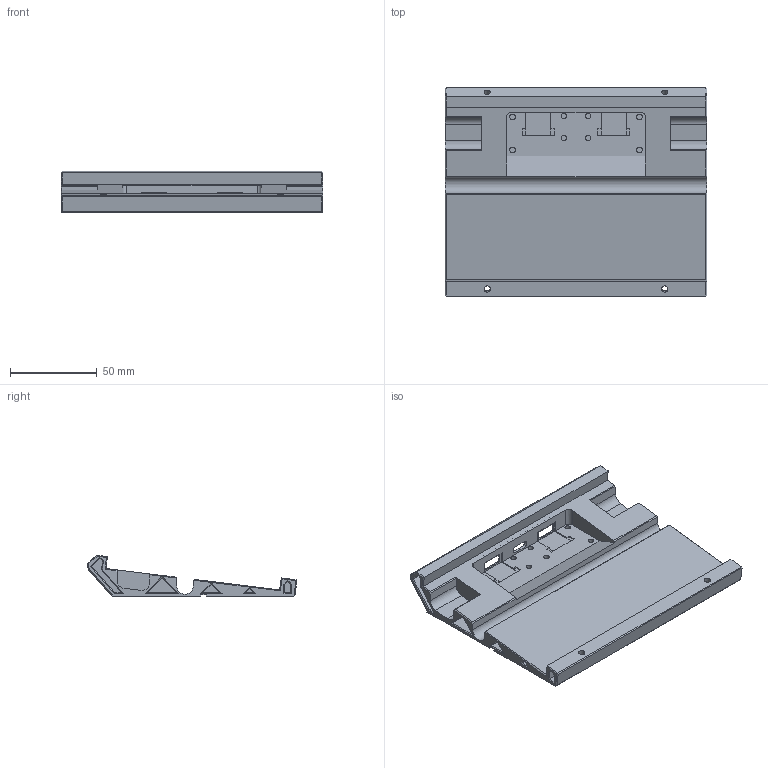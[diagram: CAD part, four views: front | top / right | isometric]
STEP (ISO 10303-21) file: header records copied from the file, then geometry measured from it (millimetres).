
FILE_DESCRIPTION(/* description */ ('STEP AP242','CAx-IF Rec.Pracs.---Representation and Presentation of Product Manufacturing Information (PMI)---4.0---2014-10-13','CAx-IF Rec.Pracs.---3D Tessellated Geometry---0.4---2014-09-14','2;1','CAx-IF Rec.Pracs.---User Defined Attributes---1.5---2016-08-15'),/* implementation_level */ '2;1');
FILE_NAME(/* name */ 'kada-0110 parts - Bottom_Middle',/* time_stamp */ '2025-11-10T21:08:48Z',/* author */ (''),/* organization */ (''),/* preprocessor_version */ 'ST-DEVELOPER v20',/* originating_system */ 'ONSHAPE BY PTC INC, 1.206',/* authorisation */ ' ');
FILE_SCHEMA (('AP242_MANAGED_MODEL_BASED_3D_ENGINEERING_MIM_LF { 1 0 10303 442 1 1 4 }'));
Length unit declared in the file: metre
Products named in the file (1): Bottom_Middle
Bounding box: 150.68 x 120.65 x 23.79 mm (x, y, z)
Volume: 123578.7 mm3; surface area: 57283.1 mm2
Topology: 1 solids, 1 shells, 325 faces, 781 edges, 483 vertices
Faces by surface type: plane 262, cylinder 47, cone 10, bspline 6
Full cylindrical faces by diameter (mm): 3.2 x8, 3.6 x4, 6.5 x4
Entity records: 9267 total; most frequent: CARTESIAN_POINT 1791, ORIENTED_EDGE 1508, DIRECTION 1478, EDGE_CURVE 754, LINE 646, VECTOR 646, VERTEX_POINT 476, AXIS2_PLACEMENT_3D 416
